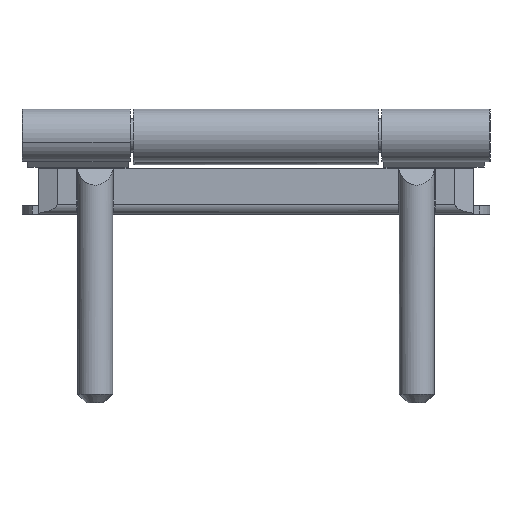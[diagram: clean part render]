
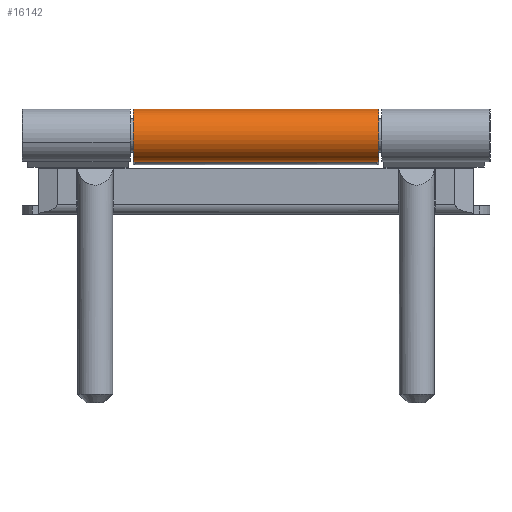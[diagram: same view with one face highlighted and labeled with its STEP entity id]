
A CAD part, front view. The second image highlights one B-rep face of the part: STEP entity #16142.
In plain terms, the highlighted cylindrical face has radius 9 mm (diameter 18 mm), a partial arc.
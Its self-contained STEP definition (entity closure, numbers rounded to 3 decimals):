
#6037 = EDGE_CURVE ( 'NONE', #51988, #42153, #23936, .T. ) ;
#8355 = CARTESIAN_POINT ( 'NONE',  ( -42., 0., 0. ) ) ;
#9972 = VECTOR ( 'NONE', #12445, 1000. ) ;
#10069 = DIRECTION ( 'NONE',  ( 1., 0., 0. ) ) ;
#12236 = VERTEX_POINT ( 'NONE', #16410 ) ;
#12445 = DIRECTION ( 'NONE',  ( 1., 0., 0. ) ) ;
#13207 = DIRECTION ( 'NONE',  ( 1., 0., 0. ) ) ;
#13235 = DIRECTION ( 'NONE',  ( 1., 0., 0. ) ) ;
#15663 = AXIS2_PLACEMENT_3D ( 'NONE', #45370, #13235, #29076 ) ;
#16102 = DIRECTION ( 'NONE',  ( 0., 0., -1. ) ) ;
#16142 = ADVANCED_FACE ( 'NONE', ( #18088 ), #37910, .T. ) ;
#16410 = CARTESIAN_POINT ( 'NONE',  ( 42., 0., 9. ) ) ;
#17303 = CARTESIAN_POINT ( 'NONE',  ( 42., 0., -9. ) ) ;
#18088 = FACE_OUTER_BOUND ( 'NONE', #35547, .T. ) ;
#18452 = ORIENTED_EDGE ( 'NONE', *, *, #44160, .F. ) ;
#19632 = ORIENTED_EDGE ( 'NONE', *, *, #50710, .F. ) ;
#20701 = VERTEX_POINT ( 'NONE', #17303 ) ;
#22636 = CARTESIAN_POINT ( 'NONE',  ( -42., 0., -9. ) ) ;
#23936 = CIRCLE ( 'NONE', #34168, 9. ) ;
#29076 = DIRECTION ( 'NONE',  ( 0., 0., -1. ) ) ;
#29372 = CIRCLE ( 'NONE', #15663, 9. ) ;
#30180 = VECTOR ( 'NONE', #13207, 1000. ) ;
#33566 = CARTESIAN_POINT ( 'NONE',  ( 55., 0., -9. ) ) ;
#34168 = AXIS2_PLACEMENT_3D ( 'NONE', #8355, #45531, #16102 ) ;
#35547 = EDGE_LOOP ( 'NONE', ( #46229, #47112, #19632, #18452 ) ) ;
#36522 = CARTESIAN_POINT ( 'NONE',  ( -42., 0., 9. ) ) ;
#36800 = LINE ( 'NONE', #33566, #30180 ) ;
#37910 = CYLINDRICAL_SURFACE ( 'NONE', #46078, 9. ) ;
#42153 = VERTEX_POINT ( 'NONE', #36522 ) ;
#42710 = DIRECTION ( 'NONE',  ( 0., 0., -1. ) ) ;
#44160 = EDGE_CURVE ( 'NONE', #51988, #20701, #36800, .T. ) ;
#45370 = CARTESIAN_POINT ( 'NONE',  ( 42., 0., 0. ) ) ;
#45531 = DIRECTION ( 'NONE',  ( 1., 0., 0. ) ) ;
#46078 = AXIS2_PLACEMENT_3D ( 'NONE', #49934, #10069, #42710 ) ;
#46229 = ORIENTED_EDGE ( 'NONE', *, *, #6037, .T. ) ;
#47112 = ORIENTED_EDGE ( 'NONE', *, *, #47991, .T. ) ;
#47991 = EDGE_CURVE ( 'NONE', #42153, #12236, #49110, .T. ) ;
#48024 = CARTESIAN_POINT ( 'NONE',  ( 55., 0., 9. ) ) ;
#49110 = LINE ( 'NONE', #48024, #9972 ) ;
#49934 = CARTESIAN_POINT ( 'NONE',  ( 55., 0., 0. ) ) ;
#50710 = EDGE_CURVE ( 'NONE', #20701, #12236, #29372, .T. ) ;
#51988 = VERTEX_POINT ( 'NONE', #22636 ) ;
